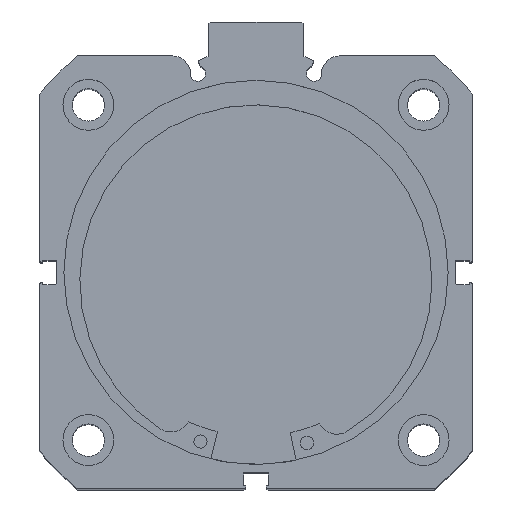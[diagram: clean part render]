
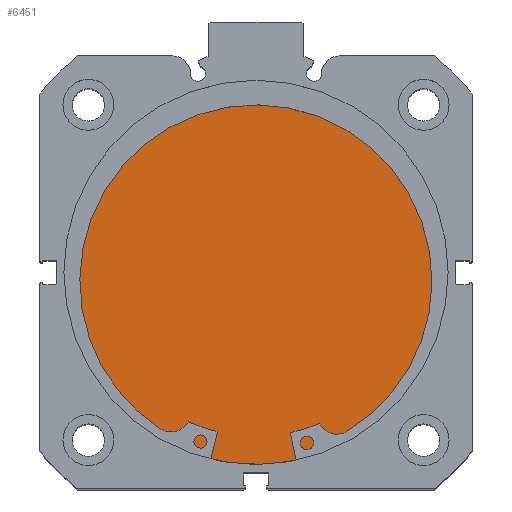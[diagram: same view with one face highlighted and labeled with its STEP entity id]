
A CAD part, top view. The second image highlights one B-rep face of the part: STEP entity #6451.
In plain terms, the highlighted face is planar.
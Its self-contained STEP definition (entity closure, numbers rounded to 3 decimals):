
#731 = EDGE_CURVE ( 'NONE', #5566, #5919, #2352, .T. ) ;
#737 = EDGE_CURVE ( 'NONE', #5919, #5566, #2362, .T. ) ;
#937 = AXIS2_PLACEMENT_3D ( 'NONE', #2791, #2797, #2798 ) ;
#942 = AXIS2_PLACEMENT_3D ( 'NONE', #2781, #2782, #2783 ) ;
#1080 = AXIS2_PLACEMENT_3D ( 'NONE', #3706, #3708, #3709 ) ;
#1700 = ORIENTED_EDGE ( 'NONE', *, *, #731, .F. ) ;
#1701 = ORIENTED_EDGE ( 'NONE', *, *, #737, .F. ) ;
#2352 = CIRCLE ( 'NONE', #942, 51. ) ;
#2362 = CIRCLE ( 'NONE', #937, 51. ) ;
#2781 = CARTESIAN_POINT ( 'NONE',  ( 13., 0., 0. ) ) ;
#2782 = DIRECTION ( 'NONE',  ( -1., 0., 0. ) ) ;
#2783 = DIRECTION ( 'NONE',  ( 0., 0., 1. ) ) ;
#2791 = CARTESIAN_POINT ( 'NONE',  ( 13., 0., 0. ) ) ;
#2797 = DIRECTION ( 'NONE',  ( -1., 0., 0. ) ) ;
#2798 = DIRECTION ( 'NONE',  ( 0., 0., 1. ) ) ;
#3109 = CARTESIAN_POINT ( 'NONE',  ( 13., 0., -51. ) ) ;
#3235 = CARTESIAN_POINT ( 'NONE',  ( 13., 0., 51. ) ) ;
#3706 = CARTESIAN_POINT ( 'NONE',  ( 13., 51., 0. ) ) ;
#3707 = PLANE ( 'NONE',  #1080 ) ;
#3708 = DIRECTION ( 'NONE',  ( -1., 0., 0. ) ) ;
#3709 = DIRECTION ( 'NONE',  ( 0., 0., 1. ) ) ;
#4217 = FACE_OUTER_BOUND ( 'NONE', #5189, .T. ) ;
#5189 = EDGE_LOOP ( 'NONE', ( #1701, #1700 ) ) ;
#5566 = VERTEX_POINT ( 'NONE', #3109 ) ;
#5919 = VERTEX_POINT ( 'NONE', #3235 ) ;
#6451 = ADVANCED_FACE ( 'NONE', ( #4217 ), #3707, .F. ) ;
